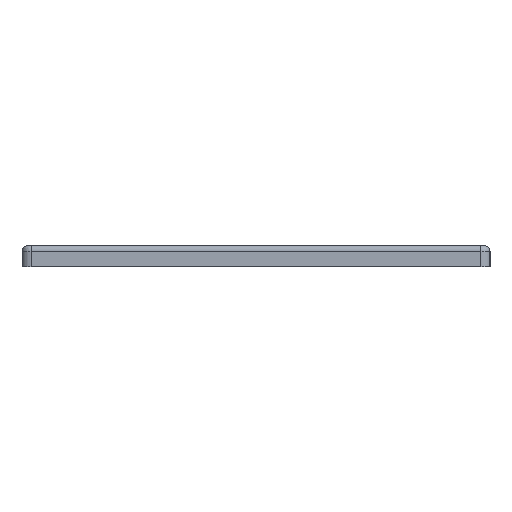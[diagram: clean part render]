
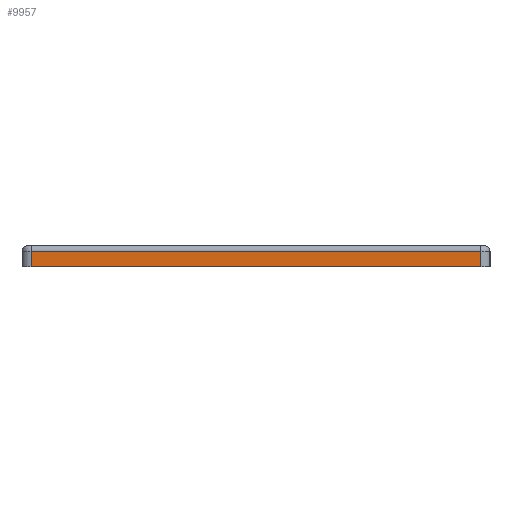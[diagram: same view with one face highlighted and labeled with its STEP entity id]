
A CAD part, left-side view. The second image highlights one B-rep face of the part: STEP entity #9957.
In plain terms, the highlighted planar face has unit normal (-1, 0, 0).
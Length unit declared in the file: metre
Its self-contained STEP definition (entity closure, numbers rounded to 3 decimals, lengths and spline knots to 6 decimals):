
#744=LINE('',#14194,#1562);
#919=LINE('',#15223,#1737);
#920=LINE('',#15225,#1738);
#921=LINE('',#15227,#1739);
#1562=VECTOR('',#11549,1.);
#1737=VECTOR('',#11958,1.);
#1738=VECTOR('',#11959,1.);
#1739=VECTOR('',#11960,1.);
#2810=ORIENTED_EDGE('',*,*,#5933,.T.);
#2811=ORIENTED_EDGE('',*,*,#5934,.T.);
#2812=ORIENTED_EDGE('',*,*,#5935,.T.);
#2813=ORIENTED_EDGE('',*,*,#5532,.T.);
#5532=EDGE_CURVE('',#7095,#7094,#744,.T.);
#5933=EDGE_CURVE('',#7094,#7494,#919,.F.);
#5934=EDGE_CURVE('',#7494,#7495,#920,.F.);
#5935=EDGE_CURVE('',#7495,#7095,#921,.T.);
#7094=VERTEX_POINT('',#14193);
#7095=VERTEX_POINT('',#14195);
#7494=VERTEX_POINT('',#15224);
#7495=VERTEX_POINT('',#15226);
#8525=EDGE_LOOP('',(#2810,#2811,#2812,#2813));
#9169=FACE_BOUND('',#8525,.T.);
#9773=PLANE('',#10708);
#9957=ADVANCED_FACE('',(#9169),#9773,.F.);
#10708=AXIS2_PLACEMENT_3D('',#15222,#11956,#11957);
#11549=DIRECTION('',(0.,-1.,0.));
#11956=DIRECTION('',(1.,0.,0.));
#11957=DIRECTION('',(0.,0.,-1.));
#11958=DIRECTION('',(0.,0.,-1.));
#11959=DIRECTION('',(0.,-1.,0.));
#11960=DIRECTION('',(0.,0.,-1.));
#14193=CARTESIAN_POINT('',(-0.190529,-0.097316,0.));
#14194=CARTESIAN_POINT('',(-0.190529,-0.023441,0.));
#14195=CARTESIAN_POINT('',(-0.190529,0.050434,0.));
#15222=CARTESIAN_POINT('',(-0.190529,-0.023441,0.007));
#15223=CARTESIAN_POINT('',(-0.190529,-0.097316,0.007));
#15224=CARTESIAN_POINT('',(-0.190529,-0.097316,0.005));
#15225=CARTESIAN_POINT('',(-0.190529,0.050434,0.005));
#15226=CARTESIAN_POINT('',(-0.190529,0.050434,0.005));
#15227=CARTESIAN_POINT('',(-0.190529,0.050434,0.));
